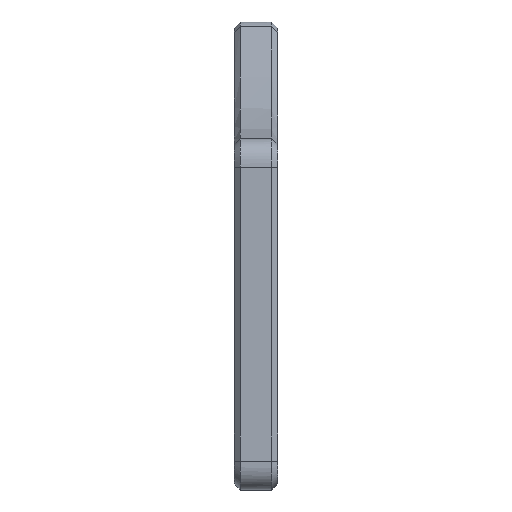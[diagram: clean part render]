
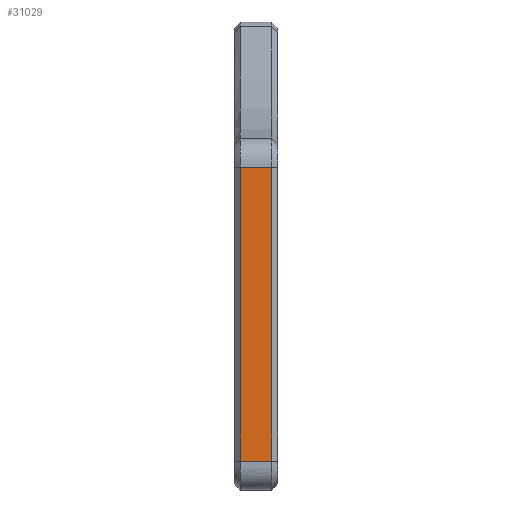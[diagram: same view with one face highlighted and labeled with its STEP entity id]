
A CAD part, left-side view. The second image highlights one B-rep face of the part: STEP entity #31029.
In plain terms, the highlighted planar face has unit normal (-1, 0, 0).
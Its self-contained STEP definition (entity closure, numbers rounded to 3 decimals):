
#2212 = VECTOR ( 'NONE', #18386, 1000. ) ;
#2626 = AXIS2_PLACEMENT_3D ( 'NONE', #26387, #6445, #34207 ) ;
#5463 = DIRECTION ( 'NONE',  ( 0., 0., -1. ) ) ;
#5990 = CARTESIAN_POINT ( 'NONE',  ( -17.163, 7.1, 93.555 ) ) ;
#6170 = EDGE_CURVE ( 'NONE', #10942, #17924, #18919, .T. ) ;
#6445 = DIRECTION ( 'NONE',  ( 1., 0., 0. ) ) ;
#7269 = CARTESIAN_POINT ( 'NONE',  ( -17.163, 5.1, 93.555 ) ) ;
#7669 = CARTESIAN_POINT ( 'NONE',  ( -17.163, -5.1, -2.9 ) ) ;
#8069 = EDGE_LOOP ( 'NONE', ( #10786, #22391, #31076, #10549 ) ) ;
#8446 = VERTEX_POINT ( 'NONE', #22452 ) ;
#10549 = ORIENTED_EDGE ( 'NONE', *, *, #16855, .F. ) ;
#10786 = ORIENTED_EDGE ( 'NONE', *, *, #28173, .F. ) ;
#10942 = VERTEX_POINT ( 'NONE', #7269 ) ;
#10971 = CARTESIAN_POINT ( 'NONE',  ( -17.163, 7.1, -2.9 ) ) ;
#11257 = LINE ( 'NONE', #5990, #28055 ) ;
#14231 = LINE ( 'NONE', #10971, #18319 ) ;
#16855 = EDGE_CURVE ( 'NONE', #23423, #8446, #29810, .T. ) ;
#17924 = VERTEX_POINT ( 'NONE', #21882 ) ;
#18319 = VECTOR ( 'NONE', #22051, 1000. ) ;
#18386 = DIRECTION ( 'NONE',  ( 0., 0., -1. ) ) ;
#18919 = LINE ( 'NONE', #27783, #26251 ) ;
#21882 = CARTESIAN_POINT ( 'NONE',  ( -17.163, 5.1, -2.9 ) ) ;
#22051 = DIRECTION ( 'NONE',  ( 0., -1., 0. ) ) ;
#22391 = ORIENTED_EDGE ( 'NONE', *, *, #6170, .T. ) ;
#22452 = CARTESIAN_POINT ( 'NONE',  ( -17.163, -5.1, -2.9 ) ) ;
#23423 = VERTEX_POINT ( 'NONE', #35175 ) ;
#25221 = DIRECTION ( 'NONE',  ( 0., -1., 0. ) ) ;
#26251 = VECTOR ( 'NONE', #5463, 1000. ) ;
#26387 = CARTESIAN_POINT ( 'NONE',  ( -17.163, 7.1, -2.9 ) ) ;
#27783 = CARTESIAN_POINT ( 'NONE',  ( -17.163, 5.1, -2.9 ) ) ;
#28055 = VECTOR ( 'NONE', #25221, 1000. ) ;
#28173 = EDGE_CURVE ( 'NONE', #10942, #23423, #11257, .T. ) ;
#29810 = LINE ( 'NONE', #7669, #2212 ) ;
#31029 = ADVANCED_FACE ( 'NONE', ( #34921 ), #32015, .F. ) ;
#31076 = ORIENTED_EDGE ( 'NONE', *, *, #32546, .T. ) ;
#32015 = PLANE ( 'NONE',  #2626 ) ;
#32546 = EDGE_CURVE ( 'NONE', #17924, #8446, #14231, .T. ) ;
#34207 = DIRECTION ( 'NONE',  ( 0., 0., -1. ) ) ;
#34921 = FACE_OUTER_BOUND ( 'NONE', #8069, .T. ) ;
#35175 = CARTESIAN_POINT ( 'NONE',  ( -17.163, -5.1, 93.555 ) ) ;
